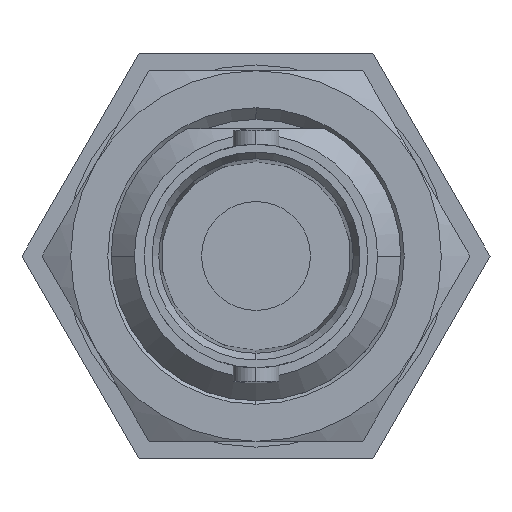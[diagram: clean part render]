
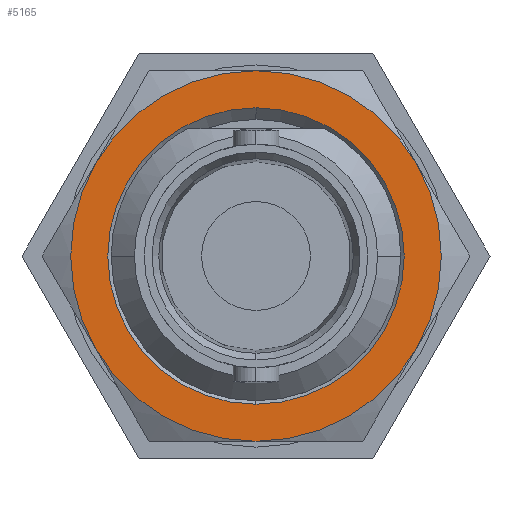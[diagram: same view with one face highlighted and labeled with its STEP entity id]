
A CAD part, left-side view. The second image highlights one B-rep face of the part: STEP entity #5165.
In plain terms, the highlighted planar face has unit normal (-1, 0, 0).
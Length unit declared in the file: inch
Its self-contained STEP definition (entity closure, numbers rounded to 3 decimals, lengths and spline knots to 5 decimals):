
#63 = CARTESIAN_POINT ( 'NONE',  ( 0., -0.27276, -0.15748 ) ) ;
#102 = DIRECTION ( 'NONE',  ( 1., 0., 0. ) ) ;
#113 = DIRECTION ( 'NONE',  ( 0., 0., -1. ) ) ;
#198 = CIRCLE ( 'NONE', #5602, 0.31496 ) ;
#314 = FACE_BOUND ( 'NONE', #8237, .T. ) ;
#617 = CIRCLE ( 'NONE', #10027, 0.25197 ) ;
#708 = VERTEX_POINT ( 'NONE', #6668 ) ;
#1240 = CIRCLE ( 'NONE', #7508, 0.31496 ) ;
#1336 = DIRECTION ( 'NONE',  ( 0., 0., -1. ) ) ;
#1456 = EDGE_LOOP ( 'NONE', ( #8877, #2409, #4064, #1561, #4327, #8946 ) ) ;
#1561 = ORIENTED_EDGE ( 'NONE', *, *, #8785, .F. ) ;
#1626 = VERTEX_POINT ( 'NONE', #8261 ) ;
#1675 = VERTEX_POINT ( 'NONE', #63 ) ;
#1750 = DIRECTION ( 'NONE',  ( 0., 0., -1. ) ) ;
#1787 = DIRECTION ( 'NONE',  ( 0., 0., -1. ) ) ;
#1926 = ORIENTED_EDGE ( 'NONE', *, *, #4141, .F. ) ;
#2122 = CIRCLE ( 'NONE', #10310, 0.31496 ) ;
#2409 = ORIENTED_EDGE ( 'NONE', *, *, #6382, .F. ) ;
#2643 = DIRECTION ( 'NONE',  ( -1., 0., 0. ) ) ;
#2714 = FACE_OUTER_BOUND ( 'NONE', #1456, .T. ) ;
#2999 = EDGE_CURVE ( 'NONE', #9316, #8490, #10683, .T. ) ;
#3390 = CIRCLE ( 'NONE', #7067, 0.25197 ) ;
#3556 = CARTESIAN_POINT ( 'NONE',  ( 0., 0., -0.31496 ) ) ;
#3666 = DIRECTION ( 'NONE',  ( 0., 0., -1. ) ) ;
#3941 = EDGE_CURVE ( 'NONE', #10057, #708, #617, .T. ) ;
#4064 = ORIENTED_EDGE ( 'NONE', *, *, #8444, .F. ) ;
#4141 = EDGE_CURVE ( 'NONE', #708, #10057, #3390, .T. ) ;
#4314 = DIRECTION ( 'NONE',  ( 1., 0., 0. ) ) ;
#4327 = ORIENTED_EDGE ( 'NONE', *, *, #2999, .F. ) ;
#4646 = DIRECTION ( 'NONE',  ( 1., 0., 0. ) ) ;
#4874 = AXIS2_PLACEMENT_3D ( 'NONE', #9091, #4314, #5030 ) ;
#4951 = CARTESIAN_POINT ( 'NONE',  ( 0., 0., 0. ) ) ;
#5030 = DIRECTION ( 'NONE',  ( 0., 0., -1. ) ) ;
#5106 = DIRECTION ( 'NONE',  ( 0., 0., -1. ) ) ;
#5152 = DIRECTION ( 'NONE',  ( 1., 0., 0. ) ) ;
#5165 = ADVANCED_FACE ( 'NONE', ( #314, #2714 ), #7626, .F. ) ;
#5287 = CARTESIAN_POINT ( 'NONE',  ( 0., 0., 0. ) ) ;
#5392 = AXIS2_PLACEMENT_3D ( 'NONE', #7303, #6256, #5489 ) ;
#5489 = DIRECTION ( 'NONE',  ( 0., 0., -1. ) ) ;
#5600 = CARTESIAN_POINT ( 'NONE',  ( 0., 0.27276, 0.15748 ) ) ;
#5602 = AXIS2_PLACEMENT_3D ( 'NONE', #10440, #9457, #3666 ) ;
#5979 = DIRECTION ( 'NONE',  ( -1., 0., 0. ) ) ;
#6256 = DIRECTION ( 'NONE',  ( 1., 0., 0. ) ) ;
#6382 = EDGE_CURVE ( 'NONE', #10086, #1675, #198, .T. ) ;
#6436 = EDGE_CURVE ( 'NONE', #9634, #9316, #2122, .T. ) ;
#6569 = ORIENTED_EDGE ( 'NONE', *, *, #3941, .F. ) ;
#6612 = CARTESIAN_POINT ( 'NONE',  ( 0., 0., 0. ) ) ;
#6668 = CARTESIAN_POINT ( 'NONE',  ( 0., 0., -0.25197 ) ) ;
#6765 = CARTESIAN_POINT ( 'NONE',  ( 0., 0., 0. ) ) ;
#6859 = CARTESIAN_POINT ( 'NONE',  ( 0., 0., 0. ) ) ;
#7067 = AXIS2_PLACEMENT_3D ( 'NONE', #9825, #2643, #9881 ) ;
#7303 = CARTESIAN_POINT ( 'NONE',  ( 0., 0., 0. ) ) ;
#7508 = AXIS2_PLACEMENT_3D ( 'NONE', #6612, #10011, #1750 ) ;
#7626 = PLANE ( 'NONE',  #9413 ) ;
#8237 = EDGE_LOOP ( 'NONE', ( #6569, #1926 ) ) ;
#8261 = CARTESIAN_POINT ( 'NONE',  ( 0., 0., 0.31496 ) ) ;
#8444 = EDGE_CURVE ( 'NONE', #1626, #10086, #9584, .T. ) ;
#8490 = VERTEX_POINT ( 'NONE', #5600 ) ;
#8517 = CARTESIAN_POINT ( 'NONE',  ( 0., 0., 0.25197 ) ) ;
#8540 = CIRCLE ( 'NONE', #5392, 0.31496 ) ;
#8703 = CARTESIAN_POINT ( 'NONE',  ( 0., 0.27276, -0.15748 ) ) ;
#8785 = EDGE_CURVE ( 'NONE', #8490, #1626, #1240, .T. ) ;
#8877 = ORIENTED_EDGE ( 'NONE', *, *, #10413, .F. ) ;
#8946 = ORIENTED_EDGE ( 'NONE', *, *, #6436, .F. ) ;
#9091 = CARTESIAN_POINT ( 'NONE',  ( 0., 0., 0. ) ) ;
#9279 = AXIS2_PLACEMENT_3D ( 'NONE', #4951, #5152, #5106 ) ;
#9316 = VERTEX_POINT ( 'NONE', #8703 ) ;
#9413 = AXIS2_PLACEMENT_3D ( 'NONE', #6859, #102, #1787 ) ;
#9457 = DIRECTION ( 'NONE',  ( 1., 0., 0. ) ) ;
#9584 = CIRCLE ( 'NONE', #4874, 0.31496 ) ;
#9634 = VERTEX_POINT ( 'NONE', #3556 ) ;
#9825 = CARTESIAN_POINT ( 'NONE',  ( 0., 0., 0. ) ) ;
#9881 = DIRECTION ( 'NONE',  ( 0., 0., -1. ) ) ;
#10011 = DIRECTION ( 'NONE',  ( 1., 0., 0. ) ) ;
#10027 = AXIS2_PLACEMENT_3D ( 'NONE', #6765, #5979, #113 ) ;
#10057 = VERTEX_POINT ( 'NONE', #8517 ) ;
#10086 = VERTEX_POINT ( 'NONE', #10318 ) ;
#10310 = AXIS2_PLACEMENT_3D ( 'NONE', #5287, #4646, #1336 ) ;
#10318 = CARTESIAN_POINT ( 'NONE',  ( 0., -0.27276, 0.15748 ) ) ;
#10413 = EDGE_CURVE ( 'NONE', #1675, #9634, #8540, .T. ) ;
#10440 = CARTESIAN_POINT ( 'NONE',  ( 0., 0., 0. ) ) ;
#10683 = CIRCLE ( 'NONE', #9279, 0.31496 ) ;
